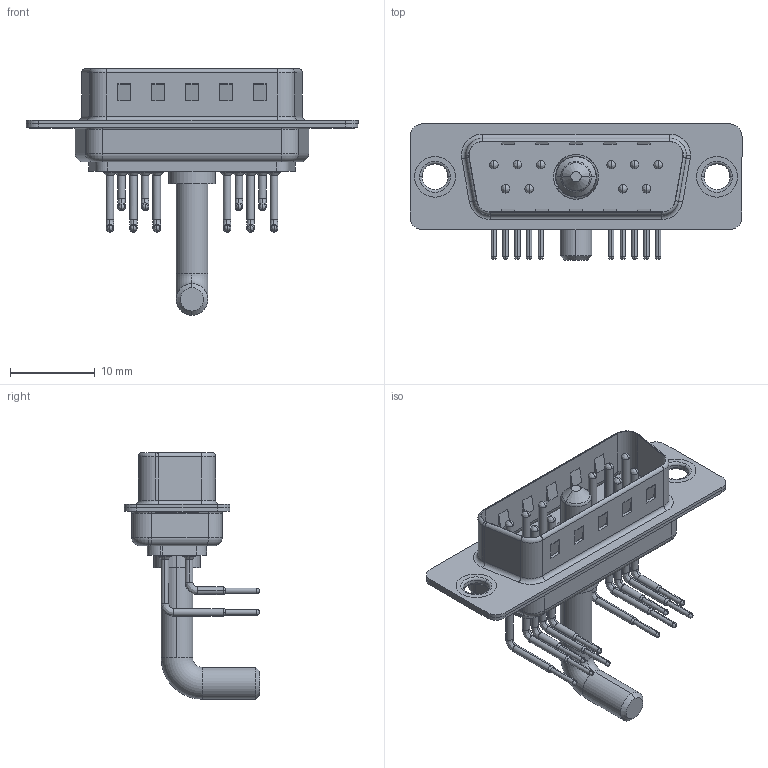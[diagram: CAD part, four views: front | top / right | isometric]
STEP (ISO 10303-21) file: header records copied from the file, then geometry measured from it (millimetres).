
FILE_DESCRIPTION (( 'STEP AP203' ), '1' );
FILE_NAME ('629-11W1650-4N1.STEP', '2022-05-07T03:32:31', ( '' ), ( '' ), 'SwSTEP 2.0', 'SolidWorks 2020', '' );
FILE_SCHEMA (( 'CONFIG_CONTROL_DESIGN' ));
Length unit declared in the file: millimetre
Products named in the file (8): 629Combo Shell Front_15 Contacts; 629Combo Contact Row 1; 629Combo Shell Rear_15 Contacts; 629Combo Thru Hole Rivet; 629-11W1650-4N1; 629Combo Housing_11W1; Power Pin_Ext 40A RA; 629Combo Contact Row 2
Assembly tree (16 placements, depth 2):
  629-11W1650-4N1
    629Combo Housing_11W1
    629Combo Shell Rear_15 Contacts
    629Combo Shell Front_15 Contacts
    629Combo Thru Hole Rivet  x2
    Power Pin_Ext 40A RA
    629Combo Contact Row 1  x6
    629Combo Contact Row 2  x4
Bounding box: 39.2 x 16.05 x 29.11 mm (x, y, z)
Volume: 2137.5 mm3; surface area: 5216.1 mm2
Topology: 17 solids, 20 shells, 1470 faces, 4000 edges, 2584 vertices
Faces by surface type: plane 798, cylinder 502, torus 62, bspline 61, cone 47
Entity records: 20541 total; most frequent: CARTESIAN_POINT 3574, DIRECTION 3483, ORIENTED_EDGE 3208, EDGE_CURVE 1604, AXIS2_PLACEMENT_3D 1258, VERTEX_POINT 1030, LINE 967, VECTOR 967
